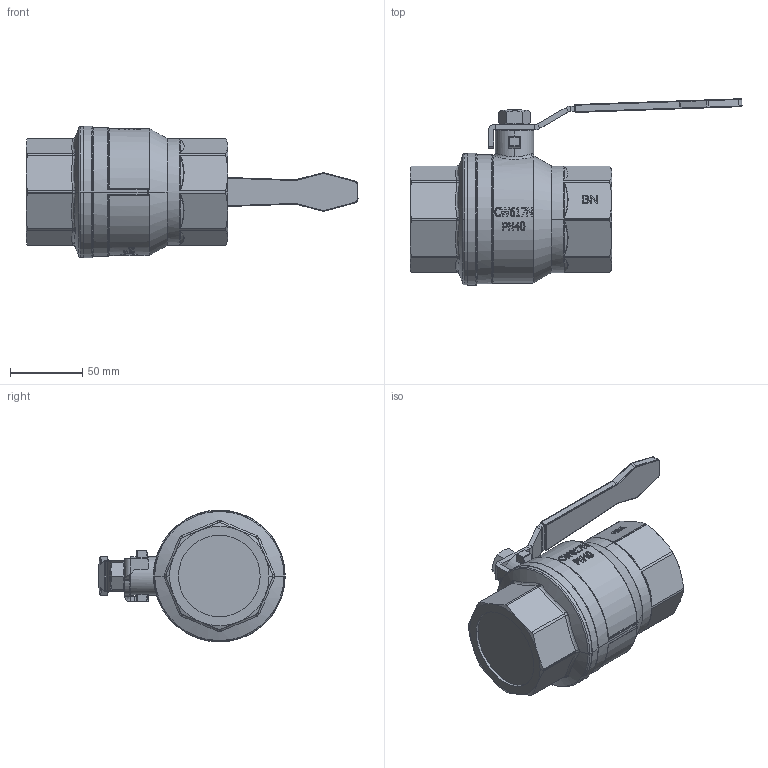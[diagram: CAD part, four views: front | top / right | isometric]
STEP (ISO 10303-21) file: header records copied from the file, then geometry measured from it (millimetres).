
FILE_DESCRIPTION(('STEP AP214'),'1');
FILE_NAME('valve_960-2.stp','2017-11-23T08:54:27',('TraceParts'),('TraceParts S.A.'),'Spatial InterOp 3D',' ',' ');
FILE_SCHEMA(('automotive_design'));
Length unit declared in the file: millimetre
Products named in the file (1): valve_960-2
Bounding box: 230.4 x 129.45 x 91.5 mm (x, y, z)
Volume: 708135.3 mm3; surface area: 58533.8 mm2
Topology: 1 solids, 1 shells, 719 faces, 1878 edges, 1188 vertices
Faces by surface type: plane 240, bspline 192, cylinder 172, torus 53, cone 46, sphere 16
Entity records: 33393 total; most frequent: CARTESIAN_POINT 11137, ORIENTED_EDGE 3732, DIRECTION 3023, EDGE_CURVE 1866, VERTEX_POINT 1188, AXIS2_PLACEMENT_3D 1132, EDGE_LOOP 762, LINE 759
